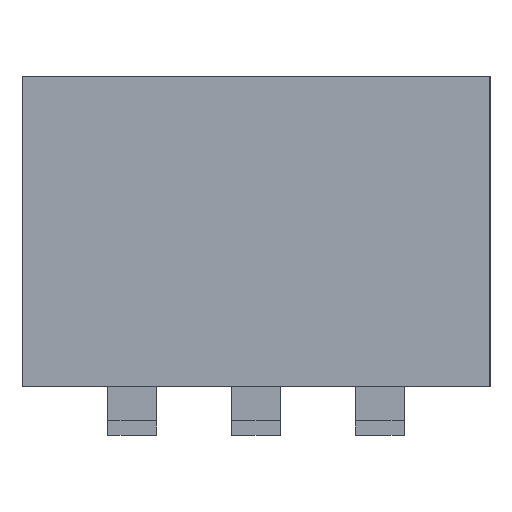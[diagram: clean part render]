
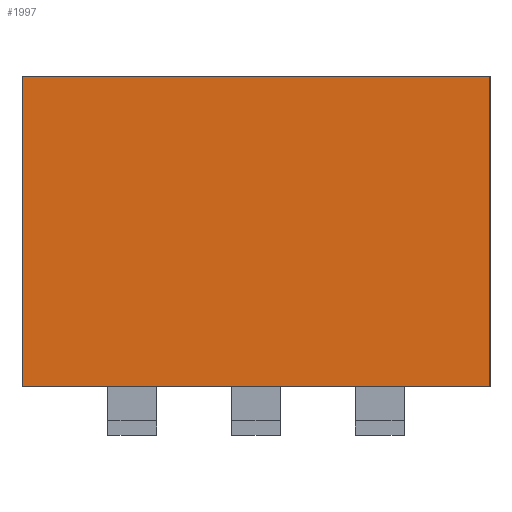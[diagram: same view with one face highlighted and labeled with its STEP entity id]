
A CAD part, left-side view. The second image highlights one B-rep face of the part: STEP entity #1997.
In plain terms, the highlighted planar face has unit normal (-1, 0, 0).
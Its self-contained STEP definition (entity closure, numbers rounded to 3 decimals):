
#12 = VECTOR ( 'NONE', #2603, 1000. ) ;
#144 = DIRECTION ( 'NONE',  ( 0., 0., 1. ) ) ;
#172 = CARTESIAN_POINT ( 'NONE',  ( -6.4, 4.8, -3.18 ) ) ;
#408 = DIRECTION ( 'NONE',  ( -1., 0., 0. ) ) ;
#492 = VECTOR ( 'NONE', #144, 1000. ) ;
#500 = PLANE ( 'NONE',  #5288 ) ;
#542 = CARTESIAN_POINT ( 'NONE',  ( -6.4, 4.8, -3.18 ) ) ;
#837 = CARTESIAN_POINT ( 'NONE',  ( -6.4, 4.8, 3.18 ) ) ;
#870 = VECTOR ( 'NONE', #5794, 1000. ) ;
#967 = EDGE_CURVE ( 'NONE', #4498, #6221, #3376, .T. ) ;
#1057 = EDGE_CURVE ( 'NONE', #3944, #3270, #3640, .T. ) ;
#1215 = CARTESIAN_POINT ( 'NONE',  ( -6.4, -4.8, 3.18 ) ) ;
#1830 = VECTOR ( 'NONE', #2894, 1000. ) ;
#1851 = ORIENTED_EDGE ( 'NONE', *, *, #967, .T. ) ;
#1997 = ADVANCED_FACE ( 'NONE', ( #6687 ), #500, .T. ) ;
#2063 = CARTESIAN_POINT ( 'NONE',  ( -6.4, 4.8, 3.18 ) ) ;
#2199 = ORIENTED_EDGE ( 'NONE', *, *, #3171, .T. ) ;
#2466 = DIRECTION ( 'NONE',  ( 0., 0., 1. ) ) ;
#2603 = DIRECTION ( 'NONE',  ( 0., 0., -1. ) ) ;
#2760 = LINE ( 'NONE', #1215, #492 ) ;
#2860 = LINE ( 'NONE', #4901, #12 ) ;
#2894 = DIRECTION ( 'NONE',  ( 0., 1., 0. ) ) ;
#3085 = ORIENTED_EDGE ( 'NONE', *, *, #1057, .F. ) ;
#3171 = EDGE_CURVE ( 'NONE', #6221, #3270, #2860, .T. ) ;
#3227 = CARTESIAN_POINT ( 'NONE',  ( -6.4, -4.8, 3.18 ) ) ;
#3270 = VERTEX_POINT ( 'NONE', #172 ) ;
#3376 = LINE ( 'NONE', #837, #1830 ) ;
#3556 = CARTESIAN_POINT ( 'NONE',  ( -6.4, -4.8, -3.18 ) ) ;
#3589 = EDGE_LOOP ( 'NONE', ( #2199, #3085, #6370, #1851 ) ) ;
#3640 = LINE ( 'NONE', #542, #870 ) ;
#3944 = VERTEX_POINT ( 'NONE', #3556 ) ;
#4498 = VERTEX_POINT ( 'NONE', #3227 ) ;
#4901 = CARTESIAN_POINT ( 'NONE',  ( -6.4, 4.8, 3.18 ) ) ;
#4972 = CARTESIAN_POINT ( 'NONE',  ( -6.4, 4.8, 3.18 ) ) ;
#5288 = AXIS2_PLACEMENT_3D ( 'NONE', #2063, #408, #2466 ) ;
#5794 = DIRECTION ( 'NONE',  ( 0., 1., 0. ) ) ;
#6221 = VERTEX_POINT ( 'NONE', #4972 ) ;
#6370 = ORIENTED_EDGE ( 'NONE', *, *, #6496, .T. ) ;
#6496 = EDGE_CURVE ( 'NONE', #3944, #4498, #2760, .T. ) ;
#6687 = FACE_OUTER_BOUND ( 'NONE', #3589, .T. ) ;
